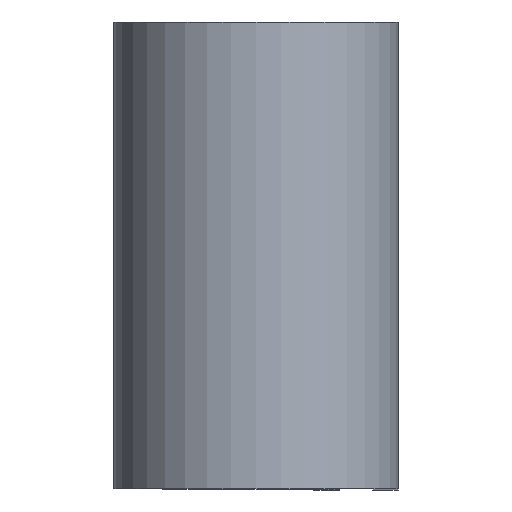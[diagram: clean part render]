
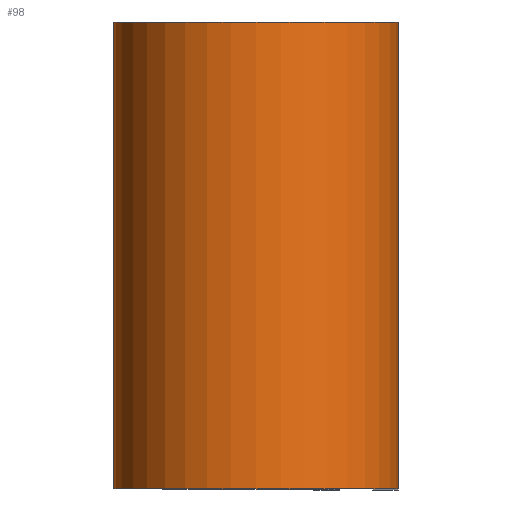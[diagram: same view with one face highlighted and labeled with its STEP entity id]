
A CAD part, top view. The second image highlights one B-rep face of the part: STEP entity #98.
In plain terms, the highlighted cylindrical face has radius 6.769 mm (diameter 13.538 mm), a partial arc.
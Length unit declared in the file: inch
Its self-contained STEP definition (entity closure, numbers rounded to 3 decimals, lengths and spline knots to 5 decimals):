
#15 = DIRECTION ( 'NONE',  ( 0., 0., -1. ) ) ;
#16 = ORIENTED_EDGE ( 'NONE', *, *, #142, .F. ) ;
#28 = VECTOR ( 'NONE', #200, 39.37008 ) ;
#30 = CARTESIAN_POINT ( 'NONE',  ( 0., 0.4375, -0.2665 ) ) ;
#49 = CIRCLE ( 'NONE', #634, 0.2665 ) ;
#53 = EDGE_CURVE ( 'NONE', #331, #448, #264, .T. ) ;
#71 = DIRECTION ( 'NONE',  ( 0., -1., 0. ) ) ;
#98 = ADVANCED_FACE ( 'NONE', ( #306 ), #443, .T. ) ;
#110 = ORIENTED_EDGE ( 'NONE', *, *, #629, .F. ) ;
#115 = CARTESIAN_POINT ( 'NONE',  ( 0., 0.4375, 0. ) ) ;
#132 = CARTESIAN_POINT ( 'NONE',  ( 0., -0.4375, -0.2665 ) ) ;
#142 = EDGE_CURVE ( 'NONE', #331, #429, #484, .T. ) ;
#154 = CARTESIAN_POINT ( 'NONE',  ( 0.2665, 0.4375, 0. ) ) ;
#164 = VECTOR ( 'NONE', #71, 39.37008 ) ;
#200 = DIRECTION ( 'NONE',  ( 0., -1., 0. ) ) ;
#245 = CARTESIAN_POINT ( 'NONE',  ( 0., -0.4375, 0. ) ) ;
#248 = CARTESIAN_POINT ( 'NONE',  ( 0.2665, -0.4375, 0. ) ) ;
#264 = LINE ( 'NONE', #30, #164 ) ;
#290 = DIRECTION ( 'NONE',  ( 1., 0., 0. ) ) ;
#306 = FACE_OUTER_BOUND ( 'NONE', #553, .T. ) ;
#331 = VERTEX_POINT ( 'NONE', #467 ) ;
#398 = DIRECTION ( 'NONE',  ( 0., -1., 0. ) ) ;
#422 = CARTESIAN_POINT ( 'NONE',  ( 0.2665, 0.4375, 0. ) ) ;
#429 = VERTEX_POINT ( 'NONE', #422 ) ;
#443 = CYLINDRICAL_SURFACE ( 'NONE', #614, 0.2665 ) ;
#448 = VERTEX_POINT ( 'NONE', #132 ) ;
#467 = CARTESIAN_POINT ( 'NONE',  ( 0., 0.4375, -0.2665 ) ) ;
#471 = CARTESIAN_POINT ( 'NONE',  ( 0., 0.4375, 0. ) ) ;
#474 = DIRECTION ( 'NONE',  ( 1., 0., 0. ) ) ;
#484 = CIRCLE ( 'NONE', #585, 0.2665 ) ;
#523 = ORIENTED_EDGE ( 'NONE', *, *, #544, .T. ) ;
#544 = EDGE_CURVE ( 'NONE', #448, #601, #49, .T. ) ;
#553 = EDGE_LOOP ( 'NONE', ( #523, #110, #16, #605 ) ) ;
#581 = LINE ( 'NONE', #154, #28 ) ;
#585 = AXIS2_PLACEMENT_3D ( 'NONE', #471, #607, #474 ) ;
#589 = DIRECTION ( 'NONE',  ( 0., 1., 0. ) ) ;
#601 = VERTEX_POINT ( 'NONE', #248 ) ;
#605 = ORIENTED_EDGE ( 'NONE', *, *, #53, .T. ) ;
#607 = DIRECTION ( 'NONE',  ( 0., 1., 0. ) ) ;
#614 = AXIS2_PLACEMENT_3D ( 'NONE', #115, #398, #15 ) ;
#629 = EDGE_CURVE ( 'NONE', #429, #601, #581, .T. ) ;
#634 = AXIS2_PLACEMENT_3D ( 'NONE', #245, #589, #290 ) ;
